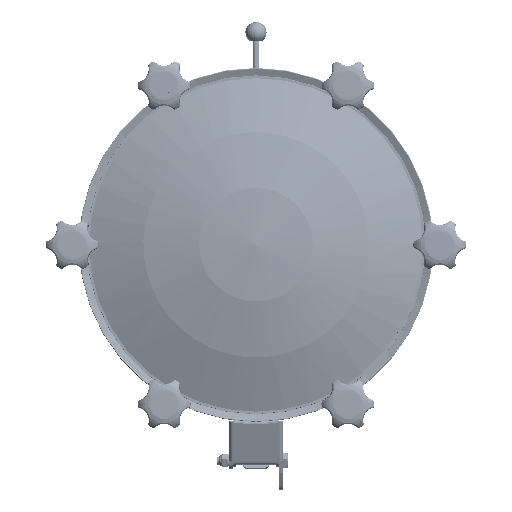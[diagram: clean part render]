
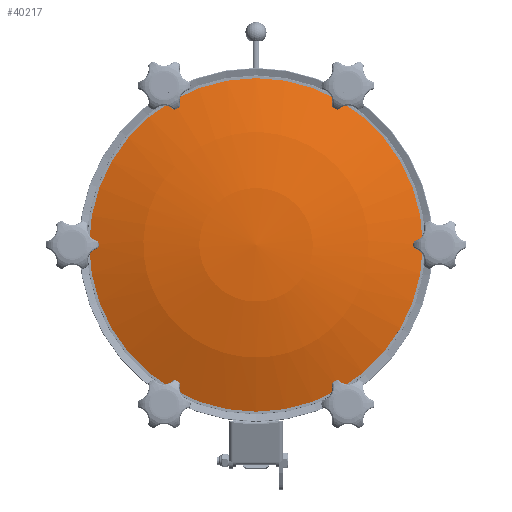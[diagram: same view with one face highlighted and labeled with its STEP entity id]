
A CAD part, top view. The second image highlights one B-rep face of the part: STEP entity #40217.
In plain terms, the highlighted spherical face has radius 693.394 mm.
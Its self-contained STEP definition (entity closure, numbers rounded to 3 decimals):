
#167=SPHERICAL_SURFACE('',#63826,693.394);
#8072=ORIENTED_EDGE('',*,*,#20373,.T.);
#20373=EDGE_CURVE('',#26571,#26571,#29564,.T.);
#26571=VERTEX_POINT('',#81916);
#29564=CIRCLE('',#63827,252.5);
#31587=EDGE_LOOP('',(#8072));
#35076=FACE_BOUND('',#31587,.T.);
#40217=ADVANCED_FACE('',(#35076),#167,.T.);
#63826=AXIS2_PLACEMENT_3D('',#81914,#69547,#69548);
#63827=AXIS2_PLACEMENT_3D('',#81915,#69549,#69550);
#69547=DIRECTION('',(0.,0.,1.));
#69548=DIRECTION('',(0.,1.,0.));
#69549=DIRECTION('',(0.,0.,1.));
#69550=DIRECTION('',(0.,-1.,0.));
#81914=CARTESIAN_POINT('',(0.,0.,-607.394));
#81915=CARTESIAN_POINT('',(0.,0.,38.392));
#81916=CARTESIAN_POINT('',(0.,-252.5,38.392));
